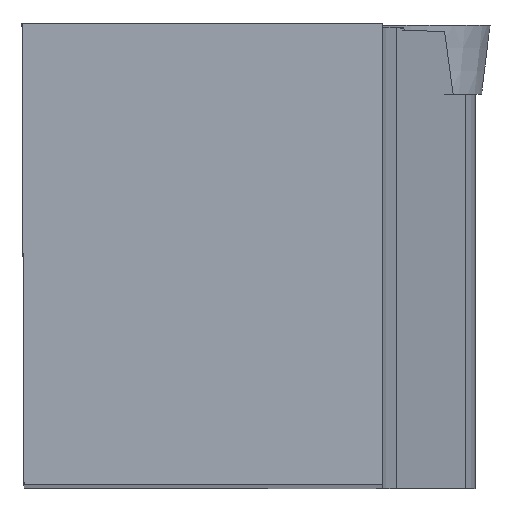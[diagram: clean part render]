
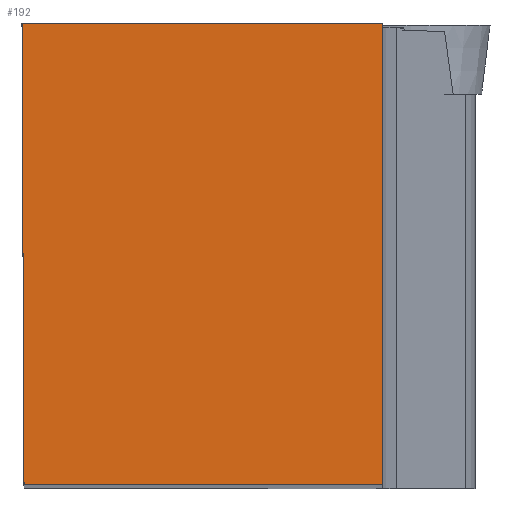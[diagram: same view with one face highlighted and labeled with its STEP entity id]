
A CAD part, top view. The second image highlights one B-rep face of the part: STEP entity #192.
In plain terms, the highlighted planar face has unit normal (0, 0, 1).
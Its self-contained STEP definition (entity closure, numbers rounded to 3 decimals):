
#87=FACE_OUTER_BOUND('',#265,.T.);
#99=LINE('',#767,#127);
#117=LINE('',#826,#145);
#119=LINE('',#834,#147);
#120=LINE('',#835,#148);
#127=VECTOR('',#636,1.);
#145=VECTOR('',#678,1.);
#147=VECTOR('',#688,1.);
#148=VECTOR('',#689,1.);
#192=ADVANCED_FACE('BLANK_BOXF006',(#87),#211,.F.);
#211=PLANE('',#574);
#265=EDGE_LOOP('',(#337,#338,#339,#340));
#337=ORIENTED_EDGE('',*,*,#453,.T.);
#338=ORIENTED_EDGE('',*,*,#422,.T.);
#339=ORIENTED_EDGE('',*,*,#454,.T.);
#340=ORIENTED_EDGE('',*,*,#449,.T.);
#386=VERTEX_POINT('',#766);
#387=VERTEX_POINT('',#768);
#407=VERTEX_POINT('',#825);
#408=VERTEX_POINT('',#827);
#422=EDGE_CURVE('',#387,#386,#99,.T.);
#449=EDGE_CURVE('',#408,#407,#117,.T.);
#453=EDGE_CURVE('',#407,#387,#119,.T.);
#454=EDGE_CURVE('',#386,#408,#120,.T.);
#574=AXIS2_PLACEMENT_3D('',#836,#690,#691);
#636=DIRECTION('',(-1.,0.,0.));
#678=DIRECTION('',(1.,0.,0.));
#688=DIRECTION('',(0.,1.,0.));
#689=DIRECTION('',(0.004,-1.,0.));
#690=DIRECTION('',(0.,0.,-1.));
#691=DIRECTION('',(1.,0.,0.));
#766=CARTESIAN_POINT('',(0.,31.85,0.));
#767=CARTESIAN_POINT('',(183.35,31.85,0.));
#768=CARTESIAN_POINT('',(24.875,31.85,0.));
#825=CARTESIAN_POINT('',(24.875,0.,0.));
#826=CARTESIAN_POINT('',(-183.35,0.,0.));
#827=CARTESIAN_POINT('',(0.139,0.,0.));
#834=CARTESIAN_POINT('',(24.875,-183.35,0.));
#835=CARTESIAN_POINT('',(-0.661,183.348,0.));
#836=CARTESIAN_POINT('',(44.35,-5.,0.));
